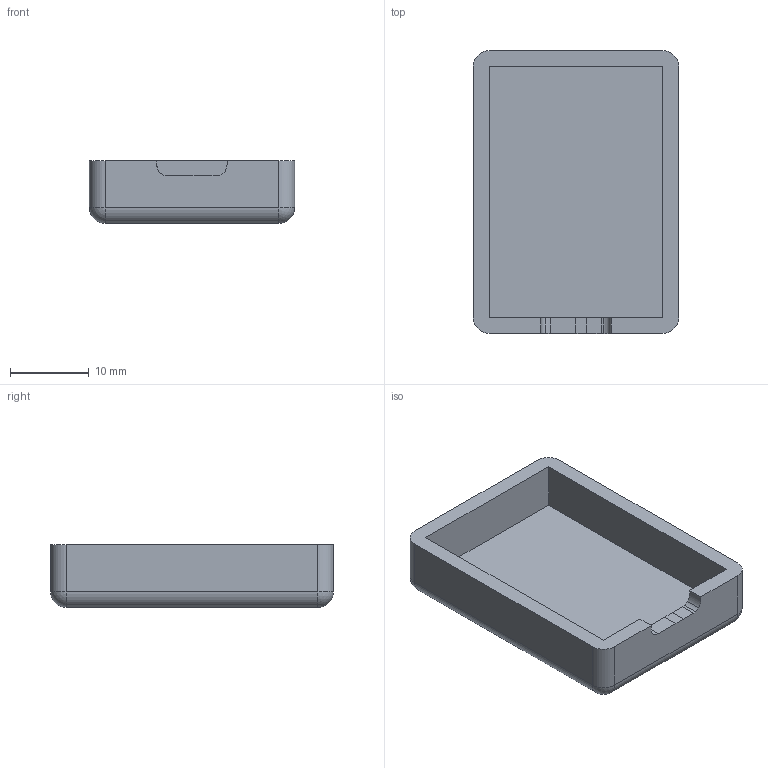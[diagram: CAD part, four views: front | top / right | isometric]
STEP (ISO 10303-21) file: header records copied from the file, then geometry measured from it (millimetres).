
FILE_DESCRIPTION(/* description */ (''),/* implementation_level */ '2;1');
FILE_NAME(/* name */ 'snapfit-case-bottom.step',/* time_stamp */ '2023-12-18T09:27:15-05:00',/* author */ (''),/* organization */ (''),/* preprocessor_version */ 'ST-DEVELOPER v20',/* originating_system */ 'Autodesk Translation Framework v12.14.0.127',/* authorisation */ '');
FILE_SCHEMA (('AUTOMOTIVE_DESIGN { 1 0 10303 214 3 1 1 }'));
Length unit declared in the file: millimetre
Products named in the file (1): Case Bottom
Bounding box: 26 x 35.85 x 7.97 mm (x, y, z)
Volume: 3086.1 mm3; surface area: 3327.8 mm2
Topology: 1 solids, 1 shells, 32 faces, 78 edges, 48 vertices
Faces by surface type: plane 13, cylinder 10, bspline 5, sphere 4
Entity records: 1152 total; most frequent: CARTESIAN_POINT 396, ORIENTED_EDGE 156, DIRECTION 142, EDGE_CURVE 78, VERTEX_POINT 48, AXIS2_PLACEMENT_3D 48, LINE 46, VECTOR 46
